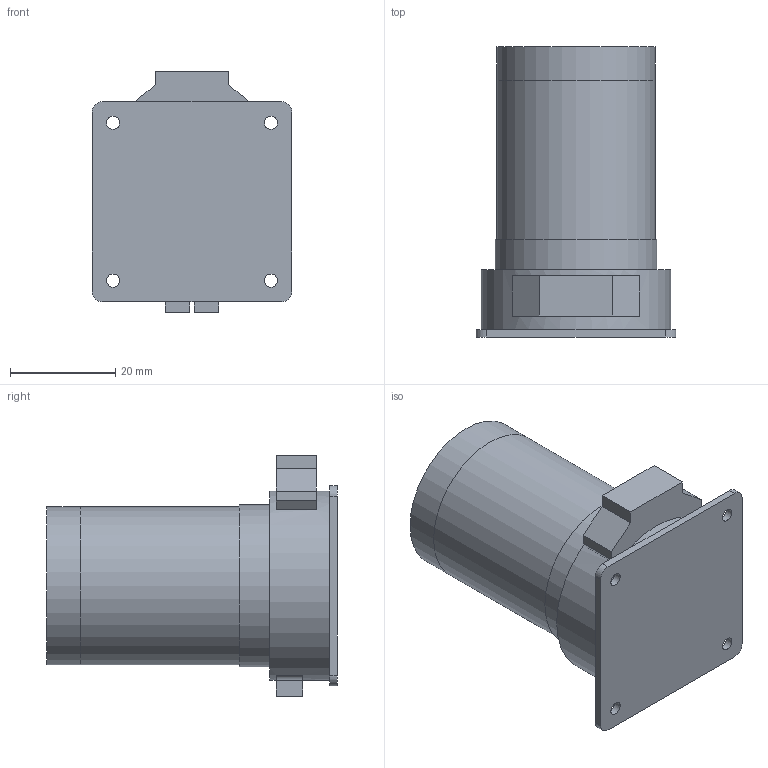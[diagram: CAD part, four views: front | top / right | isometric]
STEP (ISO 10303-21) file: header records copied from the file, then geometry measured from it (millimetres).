
FILE_DESCRIPTION(/* description */ (''),/* implementation_level */ '2;1');
FILE_NAME(/* name */ 'PI HQ Camera v1.step',/* time_stamp */ '2020-12-28T17:52:15-05:00',/* author */ (''),/* organization */ (''),/* preprocessor_version */ 'ST-DEVELOPER v18.1',/* originating_system */ 'Autodesk Translation Framework v9.7.1.1290',/* authorisation */ '');
FILE_SCHEMA (('AUTOMOTIVE_DESIGN { 1 0 10303 214 3 1 1 }'));
Length unit declared in the file: inch
Products named in the file (3): PI HQ Camera; Pi Camera HQ Lens; Pi Camera HQ Lens Filter
Assembly tree (2 placements, depth 2):
  PI HQ Camera
    Pi Camera HQ Lens
    Pi Camera HQ Lens Filter
Bounding box: 38 x 55.18 x 45.75 mm (x, y, z)
Volume: 45157.5 mm3; surface area: 11792.8 mm2
Topology: 3 solids, 3 shells, 48 faces, 112 edges, 74 vertices
Faces by surface type: plane 34, cylinder 14
Full cylindrical faces by diameter (mm): 2.5 x4, 30.074 x2, 30.75 x1, 36 x1
Entity records: 1478 total; most frequent: DIRECTION 252, CARTESIAN_POINT 239, ORIENTED_EDGE 224, EDGE_CURVE 112, AXIS2_PLACEMENT_3D 87, LINE 78, VECTOR 78, VERTEX_POINT 74
